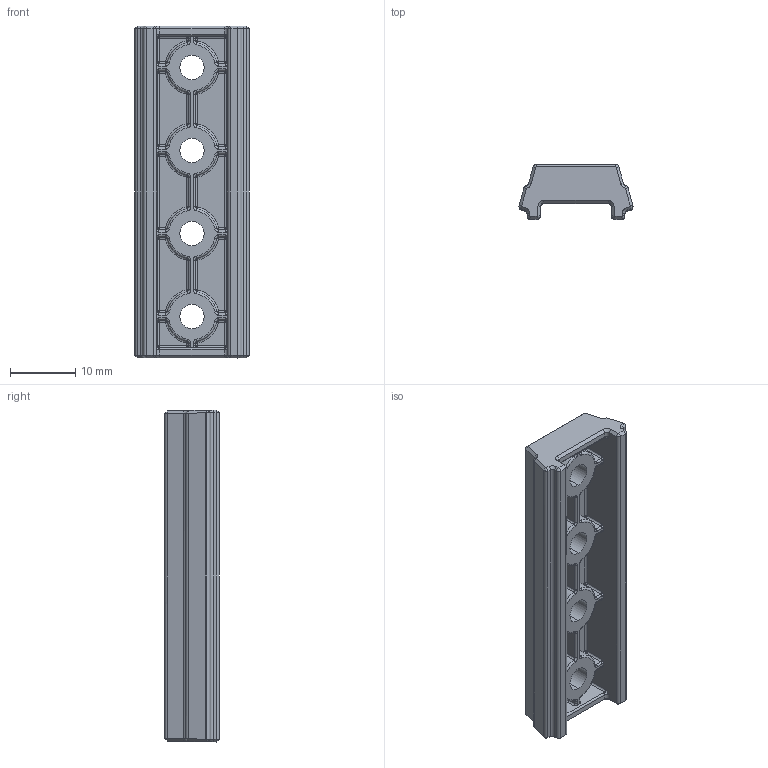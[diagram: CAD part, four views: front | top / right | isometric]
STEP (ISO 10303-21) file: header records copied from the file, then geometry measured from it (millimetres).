
FILE_DESCRIPTION (( 'STEP AP203' ), '1' );
FILE_NAME ('276-1926-003 Rev1.STEP', '2011-10-12T18:49:16', ( '' ), ( '' ), 'SwSTEP 2.0', 'SolidWorks 2010', '' );
FILE_SCHEMA (( 'CONFIG_CONTROL_DESIGN' ));
Length unit declared in the file: inch
Products named in the file (1): 276-1926-003 Rev1
Bounding box: 17.45 x 8.37 x 50.79 mm (x, y, z)
Volume: 3420.2 mm3; surface area: 3819.7 mm2
Topology: 1 solids, 1 shells, 503 faces, 1251 edges, 638 vertices
Faces by surface type: bspline 268, cylinder 143, plane 84, cone 8
Entity records: 21221 total; most frequent: CARTESIAN_POINT 11727, ORIENTED_EDGE 2278, DIRECTION 1581, EDGE_CURVE 1139, VERTEX_POINT 638, AXIS2_PLACEMENT_3D 620, EDGE_LOOP 511, FACE_OUTER_BOUND 503
